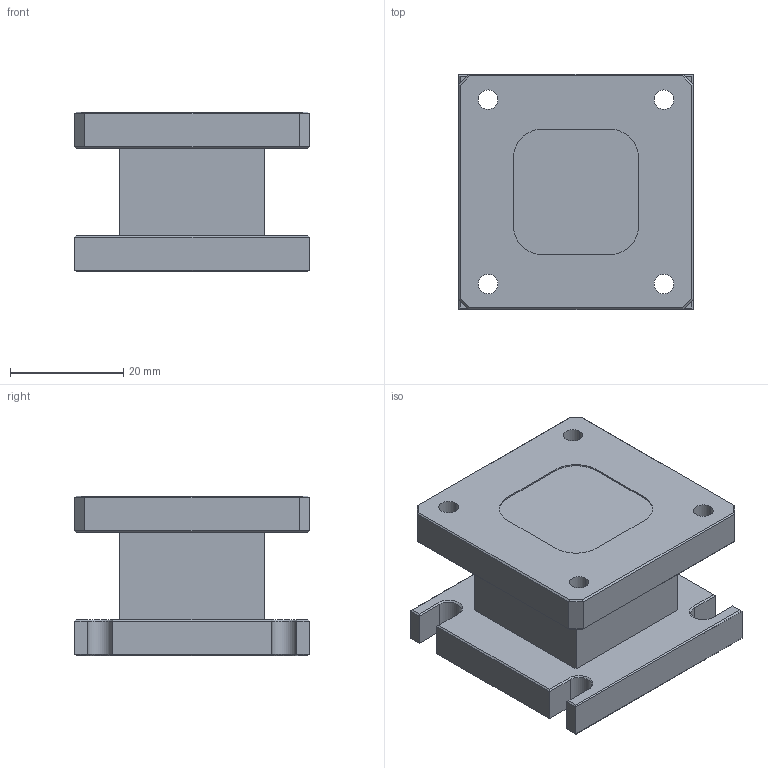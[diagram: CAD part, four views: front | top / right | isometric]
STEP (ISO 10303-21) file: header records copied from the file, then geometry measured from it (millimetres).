
FILE_DESCRIPTION (( 'STEP AP203' ), '1' );
FILE_NAME ('SWT-900938-SA-C-QC.STEP', '2025-06-24T18:40:12', ( '' ), ( '' ), 'SwSTEP 2.0', 'SolidWorks 2021', '' );
FILE_SCHEMA (( 'CONFIG_CONTROL_DESIGN' ));
Length unit declared in the file: inch
Products named in the file (1): SWT-900938-SA-C-QC
Bounding box: 41.4 x 41.4 x 28.19 mm (x, y, z)
Volume: 30463.1 mm3; surface area: 9417.2 mm2
Topology: 1 solids, 1 shells, 118 faces, 278 edges, 166 vertices
Faces by surface type: plane 86, cylinder 20, cone 12
Entity records: 3387 total; most frequent: DIRECTION 570, CARTESIAN_POINT 563, ORIENTED_EDGE 556, EDGE_CURVE 278, VECTOR 224, LINE 224, AXIS2_PLACEMENT_3D 173, VERTEX_POINT 166
